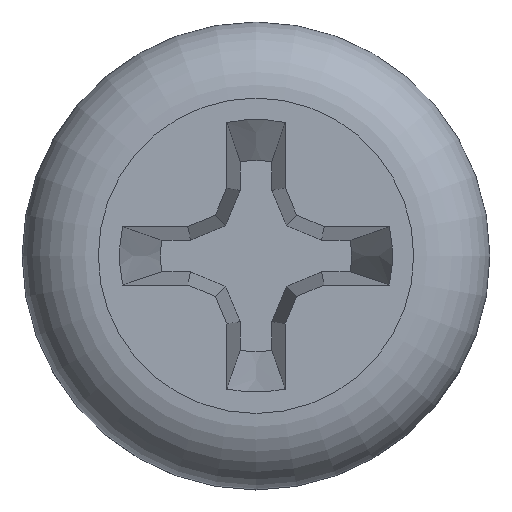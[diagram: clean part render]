
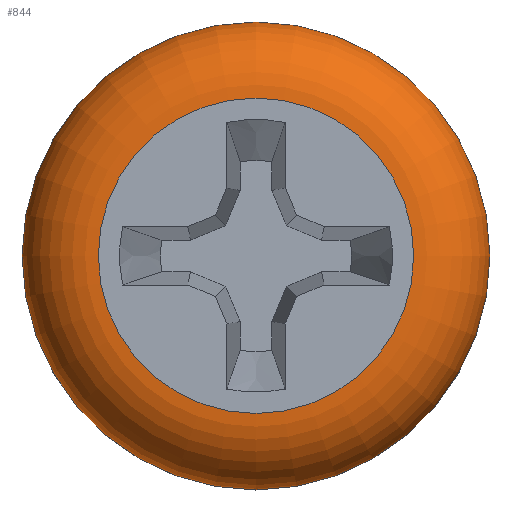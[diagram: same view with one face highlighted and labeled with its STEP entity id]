
A CAD part, top view. The second image highlights one B-rep face of the part: STEP entity #844.
In plain terms, the highlighted toroidal (fillet/blend) face has major radius 4.045 mm and minor radius 1.955 mm.
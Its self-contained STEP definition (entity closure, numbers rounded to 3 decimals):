
#40=TOROIDAL_SURFACE('',#917,4.045,1.955);
#74=FACE_OUTER_BOUND('',#120,.T.);
#120=EDGE_LOOP('',(#626,#627,#628,#629,#630,#631,#632));
#157=CIRCLE('',#918,6.);
#158=CIRCLE('',#919,6.);
#159=CIRCLE('',#920,1.955);
#160=CIRCLE('',#921,4.045);
#161=CIRCLE('',#922,4.045);
#162=CIRCLE('',#923,6.);
#374=VERTEX_POINT('',#4595);
#375=VERTEX_POINT('',#4596);
#376=VERTEX_POINT('',#4598);
#377=VERTEX_POINT('',#4600);
#378=VERTEX_POINT('',#4602);
#479=EDGE_CURVE('',#374,#375,#157,.T.);
#480=EDGE_CURVE('',#376,#374,#158,.T.);
#481=EDGE_CURVE('',#376,#377,#159,.T.);
#482=EDGE_CURVE('',#377,#378,#160,.T.);
#483=EDGE_CURVE('',#378,#377,#161,.T.);
#484=EDGE_CURVE('',#375,#376,#162,.T.);
#626=ORIENTED_EDGE('',*,*,#479,.F.);
#627=ORIENTED_EDGE('',*,*,#480,.F.);
#628=ORIENTED_EDGE('',*,*,#481,.T.);
#629=ORIENTED_EDGE('',*,*,#482,.T.);
#630=ORIENTED_EDGE('',*,*,#483,.T.);
#631=ORIENTED_EDGE('',*,*,#481,.F.);
#632=ORIENTED_EDGE('',*,*,#484,.F.);
#844=ADVANCED_FACE('',(#74),#40,.T.);
#917=AXIS2_PLACEMENT_3D('',#4594,#1025,#1026);
#918=AXIS2_PLACEMENT_3D('',#4597,#1027,#1028);
#919=AXIS2_PLACEMENT_3D('',#4599,#1029,#1030);
#920=AXIS2_PLACEMENT_3D('',#4601,#1031,#1032);
#921=AXIS2_PLACEMENT_3D('',#4603,#1033,#1034);
#922=AXIS2_PLACEMENT_3D('',#4604,#1035,#1036);
#923=AXIS2_PLACEMENT_3D('',#4605,#1037,#1038);
#1025=DIRECTION('center_axis',(0.,0.,-1.));
#1026=DIRECTION('ref_axis',(0.,1.,0.));
#1027=DIRECTION('center_axis',(0.,0.,-1.));
#1028=DIRECTION('ref_axis',(0.,1.,0.));
#1029=DIRECTION('center_axis',(0.,0.,-1.));
#1030=DIRECTION('ref_axis',(0.,1.,0.));
#1031=DIRECTION('center_axis',(-1.,0.,0.));
#1032=DIRECTION('ref_axis',(0.,-1.,0.));
#1033=DIRECTION('center_axis',(0.,0.,-1.));
#1034=DIRECTION('ref_axis',(0.,1.,0.));
#1035=DIRECTION('center_axis',(0.,0.,-1.));
#1036=DIRECTION('ref_axis',(0.,1.,0.));
#1037=DIRECTION('center_axis',(0.,0.,-1.));
#1038=DIRECTION('ref_axis',(0.,1.,0.));
#4594=CARTESIAN_POINT('Origin',(0.,0.,2.645));
#4595=CARTESIAN_POINT('',(-6.,0.,2.645));
#4596=CARTESIAN_POINT('',(6.,0.,2.645));
#4597=CARTESIAN_POINT('Origin',(0.,0.,2.645));
#4598=CARTESIAN_POINT('',(0.,-6.,2.645));
#4599=CARTESIAN_POINT('Origin',(0.,0.,2.645));
#4600=CARTESIAN_POINT('',(0.,-4.045,4.6));
#4601=CARTESIAN_POINT('Origin',(0.,-4.045,2.645));
#4602=CARTESIAN_POINT('',(0.,4.045,4.6));
#4603=CARTESIAN_POINT('Origin',(0.,0.,4.6));
#4604=CARTESIAN_POINT('Origin',(0.,0.,4.6));
#4605=CARTESIAN_POINT('Origin',(0.,0.,2.645));
